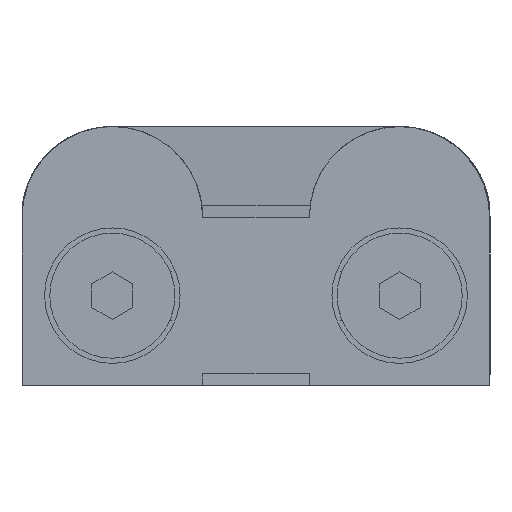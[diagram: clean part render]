
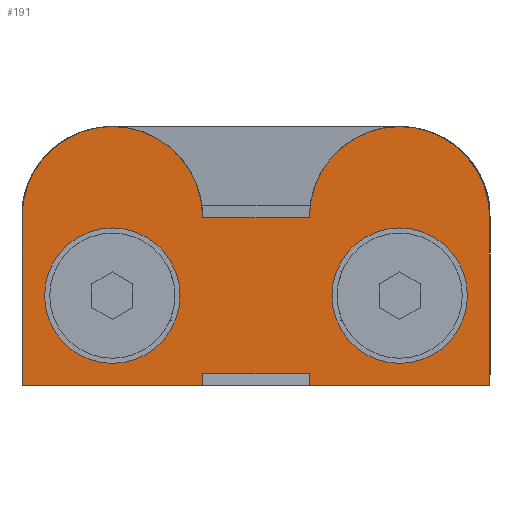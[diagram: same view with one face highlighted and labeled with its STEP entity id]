
A CAD part, left-side view. The second image highlights one B-rep face of the part: STEP entity #191.
In plain terms, the highlighted face is planar.
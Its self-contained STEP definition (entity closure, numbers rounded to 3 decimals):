
#191 = ADVANCED_FACE( '', ( #289, #290, #291 ), #292, .F. );
#289 = FACE_BOUND( '', #478, .T. );
#290 = FACE_BOUND( '', #479, .T. );
#291 = FACE_OUTER_BOUND( '', #480, .T. );
#292 = PLANE( '', #481 );
#478 = EDGE_LOOP( '', ( #724 ) );
#479 = EDGE_LOOP( '', ( #725 ) );
#480 = EDGE_LOOP( '', ( #726, #727, #728, #729, #730, #731, #732, #733, #734, #735, #736, #737, #738, #739, #740, #741, #742, #743 ) );
#481 = AXIS2_PLACEMENT_3D( '', #744, #745, #746 );
#724 = ORIENTED_EDGE( '', *, *, #1365, .T. );
#725 = ORIENTED_EDGE( '', *, *, #1366, .T. );
#726 = ORIENTED_EDGE( '', *, *, #1367, .F. );
#727 = ORIENTED_EDGE( '', *, *, #1368, .T. );
#728 = ORIENTED_EDGE( '', *, *, #1350, .T. );
#729 = ORIENTED_EDGE( '', *, *, #1356, .T. );
#730 = ORIENTED_EDGE( '', *, *, #1369, .T. );
#731 = ORIENTED_EDGE( '', *, *, #1370, .T. );
#732 = ORIENTED_EDGE( '', *, *, #1371, .F. );
#733 = ORIENTED_EDGE( '', *, *, #1372, .T. );
#734 = ORIENTED_EDGE( '', *, *, #1373, .T. );
#735 = ORIENTED_EDGE( '', *, *, #1374, .T. );
#736 = ORIENTED_EDGE( '', *, *, #1375, .T. );
#737 = ORIENTED_EDGE( '', *, *, #1376, .T. );
#738 = ORIENTED_EDGE( '', *, *, #1377, .F. );
#739 = ORIENTED_EDGE( '', *, *, #1378, .T. );
#740 = ORIENTED_EDGE( '', *, *, #1379, .T. );
#741 = ORIENTED_EDGE( '', *, *, #1380, .T. );
#742 = ORIENTED_EDGE( '', *, *, #1381, .T. );
#743 = ORIENTED_EDGE( '', *, *, #1382, .T. );
#744 = CARTESIAN_POINT( '', ( 35., 13.8, -9.5 ) );
#745 = DIRECTION( '', ( 0., -1., 0. ) );
#746 = DIRECTION( '', ( 0., 0., -1. ) );
#1350 = EDGE_CURVE( '', #1575, #1580, #1582, .T. );
#1356 = EDGE_CURVE( '', #1580, #1593, #1594, .F. );
#1365 = EDGE_CURVE( '', #1610, #1610, #1611, .T. );
#1366 = EDGE_CURVE( '', #1612, #1612, #1613, .T. );
#1367 = EDGE_CURVE( '', #1614, #1615, #1616, .T. );
#1368 = EDGE_CURVE( '', #1614, #1575, #1617, .F. );
#1369 = EDGE_CURVE( '', #1593, #1618, #1619, .T. );
#1370 = EDGE_CURVE( '', #1618, #1620, #1621, .T. );
#1371 = EDGE_CURVE( '', #1622, #1620, #1623, .T. );
#1372 = EDGE_CURVE( '', #1622, #1624, #1625, .T. );
#1373 = EDGE_CURVE( '', #1624, #1626, #1627, .T. );
#1374 = EDGE_CURVE( '', #1626, #1628, #1629, .T. );
#1375 = EDGE_CURVE( '', #1628, #1630, #1631, .T. );
#1376 = EDGE_CURVE( '', #1630, #1632, #1633, .T. );
#1377 = EDGE_CURVE( '', #1634, #1632, #1635, .T. );
#1378 = EDGE_CURVE( '', #1634, #1636, #1637, .T. );
#1379 = EDGE_CURVE( '', #1636, #1638, #1639, .T. );
#1380 = EDGE_CURVE( '', #1638, #1640, #1641, .T. );
#1381 = EDGE_CURVE( '', #1640, #1642, #1643, .T. );
#1382 = EDGE_CURVE( '', #1642, #1615, #1644, .T. );
#1575 = VERTEX_POINT( '', #1968 );
#1580 = VERTEX_POINT( '', #1975 );
#1582 = LINE( '', #1978, #1979 );
#1593 = VERTEX_POINT( '', #1991 );
#1594 = CIRCLE( '', #1992, 11. );
#1610 = VERTEX_POINT( '', #2009 );
#1611 = CIRCLE( '', #2010, 8.25 );
#1612 = VERTEX_POINT( '', #2011 );
#1613 = CIRCLE( '', #2012, 8.25 );
#1614 = VERTEX_POINT( '', #2013 );
#1615 = VERTEX_POINT( '', #2014 );
#1616 = LINE( '', #2015, #2016 );
#1617 = CIRCLE( '', #2017, 11. );
#1618 = VERTEX_POINT( '', #2018 );
#1619 = CIRCLE( '', #2019, 11. );
#1620 = VERTEX_POINT( '', #2020 );
#1621 = LINE( '', #2021, #2022 );
#1622 = VERTEX_POINT( '', #2023 );
#1623 = LINE( '', #2024, #2025 );
#1624 = VERTEX_POINT( '', #2026 );
#1625 = LINE( '', #2027, #2028 );
#1626 = VERTEX_POINT( '', #2029 );
#1627 = CIRCLE( '', #2030, 11. );
#1628 = VERTEX_POINT( '', #2031 );
#1629 = CIRCLE( '', #2032, 11. );
#1630 = VERTEX_POINT( '', #2033 );
#1631 = LINE( '', #2034, #2035 );
#1632 = VERTEX_POINT( '', #2036 );
#1633 = CIRCLE( '', #2037, 11. );
#1634 = VERTEX_POINT( '', #2038 );
#1635 = LINE( '', #2039, #2040 );
#1636 = VERTEX_POINT( '', #2041 );
#1637 = CIRCLE( '', #2042, 11. );
#1638 = VERTEX_POINT( '', #2043 );
#1639 = LINE( '', #2044, #2045 );
#1640 = VERTEX_POINT( '', #2046 );
#1641 = LINE( '', #2047, #2048 );
#1642 = VERTEX_POINT( '', #2049 );
#1643 = LINE( '', #2050, #2051 );
#1644 = CIRCLE( '', #2052, 11. );
#1968 = CARTESIAN_POINT( '', ( -28.445, 13.8, -9.6 ) );
#1975 = CARTESIAN_POINT( '', ( -28.445, 13.8, 9.6 ) );
#1978 = CARTESIAN_POINT( '', ( -28.445, 13.8, -9.5 ) );
#1979 = VECTOR( '', #2436, 1000. );
#1991 = CARTESIAN_POINT( '', ( -17.473, 13.8, 20.6 ) );
#1992 = AXIS2_PLACEMENT_3D( '', #2450, #2451, #2452 );
#2009 = CARTESIAN_POINT( '', ( -17.5, 13.8, -8.25 ) );
#2010 = AXIS2_PLACEMENT_3D( '', #2475, #2476, #2477 );
#2011 = CARTESIAN_POINT( '', ( 17.5, 13.8, -8.25 ) );
#2012 = AXIS2_PLACEMENT_3D( '', #2478, #2479, #2480 );
#2013 = CARTESIAN_POINT( '', ( -28.364, 13.8, -10.936 ) );
#2014 = CARTESIAN_POINT( '', ( -6.581, 13.8, -10.936 ) );
#2015 = CARTESIAN_POINT( '', ( 35., 13.8, -10.936 ) );
#2016 = VECTOR( '', #2481, 1000. );
#2017 = AXIS2_PLACEMENT_3D( '', #2482, #2483, #2484 );
#2018 = CARTESIAN_POINT( '', ( -6.5, 13.8, 9.6 ) );
#2019 = AXIS2_PLACEMENT_3D( '', #2485, #2486, #2487 );
#2020 = CARTESIAN_POINT( '', ( -6.5, 13.8, 9.5 ) );
#2021 = CARTESIAN_POINT( '', ( -6.5, 13.8, 9.6 ) );
#2022 = VECTOR( '', #2488, 1000. );
#2023 = CARTESIAN_POINT( '', ( 6.5, 13.8, 9.5 ) );
#2024 = CARTESIAN_POINT( '', ( 35., 13.8, 9.5 ) );
#2025 = VECTOR( '', #2489, 1000. );
#2026 = CARTESIAN_POINT( '', ( 6.5, 13.8, 9.6 ) );
#2027 = CARTESIAN_POINT( '', ( 6.5, 13.8, 8.5 ) );
#2028 = VECTOR( '', #2490, 1000. );
#2029 = CARTESIAN_POINT( '', ( 17.5, 13.8, 20.6 ) );
#2030 = AXIS2_PLACEMENT_3D( '', #2491, #2492, #2493 );
#2031 = CARTESIAN_POINT( '', ( 28.5, 13.8, 9.6 ) );
#2032 = AXIS2_PLACEMENT_3D( '', #2494, #2495, #2496 );
#2033 = CARTESIAN_POINT( '', ( 28.5, 13.8, -9.6 ) );
#2034 = CARTESIAN_POINT( '', ( 28.5, 13.8, 9.6 ) );
#2035 = VECTOR( '', #2497, 1000. );
#2036 = CARTESIAN_POINT( '', ( 28.419, 13.8, -10.936 ) );
#2037 = AXIS2_PLACEMENT_3D( '', #2498, #2499, #2500 );
#2038 = CARTESIAN_POINT( '', ( 6.581, 13.8, -10.936 ) );
#2039 = CARTESIAN_POINT( '', ( 35., 13.8, -10.936 ) );
#2040 = VECTOR( '', #2501, 1000. );
#2041 = CARTESIAN_POINT( '', ( 6.5, 13.8, -9.6 ) );
#2042 = AXIS2_PLACEMENT_3D( '', #2502, #2503, #2504 );
#2043 = CARTESIAN_POINT( '', ( 6.5, 13.8, -9.5 ) );
#2044 = CARTESIAN_POINT( '', ( 6.5, 13.8, -9.6 ) );
#2045 = VECTOR( '', #2505, 1000. );
#2046 = CARTESIAN_POINT( '', ( -6.5, 13.8, -9.5 ) );
#2047 = CARTESIAN_POINT( '', ( 35., 13.8, -9.5 ) );
#2048 = VECTOR( '', #2506, 1000. );
#2049 = CARTESIAN_POINT( '', ( -6.5, 13.8, -9.6 ) );
#2050 = CARTESIAN_POINT( '', ( -6.5, 13.8, -8.5 ) );
#2051 = VECTOR( '', #2507, 1000. );
#2052 = AXIS2_PLACEMENT_3D( '', #2508, #2509, #2510 );
#2436 = DIRECTION( '', ( 0., 0., 1. ) );
#2450 = CARTESIAN_POINT( '', ( -17.445, 13.8, 9.6 ) );
#2451 = DIRECTION( '', ( 0., -1., 0. ) );
#2452 = DIRECTION( '', ( 0., 0., -1. ) );
#2475 = CARTESIAN_POINT( '', ( -17.5, 13.8, 0. ) );
#2476 = DIRECTION( '', ( 0., -1., 0. ) );
#2477 = DIRECTION( '', ( 0., 0., -1. ) );
#2478 = CARTESIAN_POINT( '', ( 17.5, 13.8, 0. ) );
#2479 = DIRECTION( '', ( 0., -1., 0. ) );
#2480 = DIRECTION( '', ( 0., 0., -1. ) );
#2481 = DIRECTION( '', ( 1., 0., 0. ) );
#2482 = CARTESIAN_POINT( '', ( -17.445, 13.8, -9.6 ) );
#2483 = DIRECTION( '', ( 0., -1., 0. ) );
#2484 = DIRECTION( '', ( 0., 0., -1. ) );
#2485 = CARTESIAN_POINT( '', ( -17.5, 13.8, 9.6 ) );
#2486 = DIRECTION( '', ( 0., 1., 0. ) );
#2487 = DIRECTION( '', ( 1., 0., 0. ) );
#2488 = DIRECTION( '', ( 0., 0., -1. ) );
#2489 = DIRECTION( '', ( -1., 0., 0. ) );
#2490 = DIRECTION( '', ( 0., 0., 1. ) );
#2491 = CARTESIAN_POINT( '', ( 17.5, 13.8, 9.6 ) );
#2492 = DIRECTION( '', ( 0., 1., 0. ) );
#2493 = DIRECTION( '', ( 1., 0., 0. ) );
#2494 = CARTESIAN_POINT( '', ( 17.5, 13.8, 9.6 ) );
#2495 = DIRECTION( '', ( 0., 1., 0. ) );
#2496 = DIRECTION( '', ( 1., 0., 0. ) );
#2497 = DIRECTION( '', ( 0., 0., -1. ) );
#2498 = CARTESIAN_POINT( '', ( 17.5, 13.8, -9.6 ) );
#2499 = DIRECTION( '', ( 0., 1., 0. ) );
#2500 = DIRECTION( '', ( 1., 0., 0. ) );
#2501 = DIRECTION( '', ( 1., 0., 0. ) );
#2502 = CARTESIAN_POINT( '', ( 17.5, 13.8, -9.6 ) );
#2503 = DIRECTION( '', ( 0., 1., 0. ) );
#2504 = DIRECTION( '', ( 1., 0., 0. ) );
#2505 = DIRECTION( '', ( 0., 0., 1. ) );
#2506 = DIRECTION( '', ( -1., 0., 0. ) );
#2507 = DIRECTION( '', ( 0., 0., -1. ) );
#2508 = CARTESIAN_POINT( '', ( -17.5, 13.8, -9.6 ) );
#2509 = DIRECTION( '', ( 0., 1., 0. ) );
#2510 = DIRECTION( '', ( 1., 0., 0. ) );
